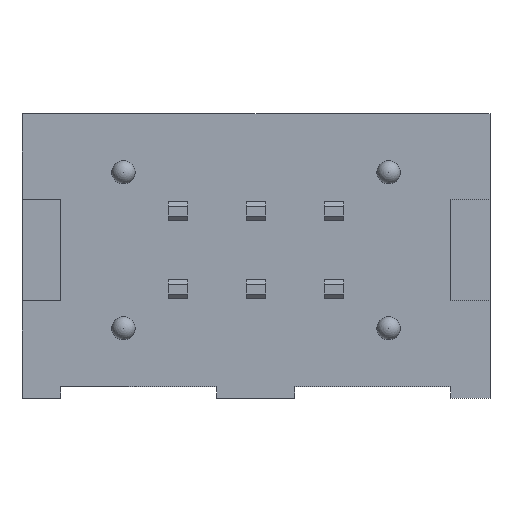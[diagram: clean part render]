
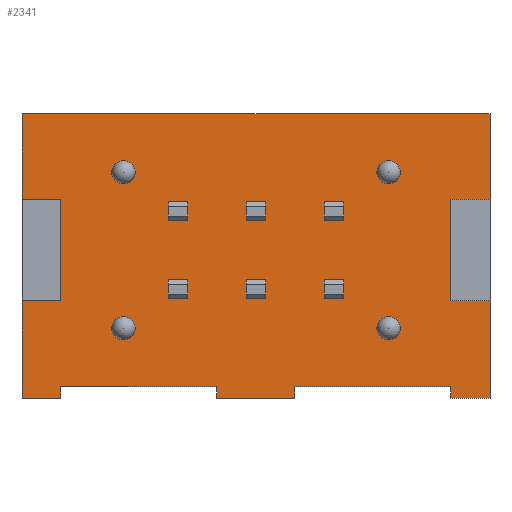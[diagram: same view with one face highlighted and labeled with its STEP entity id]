
A CAD part, front view. The second image highlights one B-rep face of the part: STEP entity #2341.
In plain terms, the highlighted planar face has unit normal (0, -1, 0).
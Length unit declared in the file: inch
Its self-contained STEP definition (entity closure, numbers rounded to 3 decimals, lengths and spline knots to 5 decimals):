
#42=CIRCLE('',#2501,0.015);
#43=CIRCLE('',#2502,0.015);
#44=CIRCLE('',#2503,0.015);
#45=CIRCLE('',#2504,0.015);
#76=ORIENTED_EDGE('',*,*,#756,.F.);
#77=ORIENTED_EDGE('',*,*,#757,.F.);
#78=ORIENTED_EDGE('',*,*,#758,.F.);
#79=ORIENTED_EDGE('',*,*,#759,.F.);
#80=ORIENTED_EDGE('',*,*,#760,.F.);
#81=ORIENTED_EDGE('',*,*,#761,.F.);
#82=ORIENTED_EDGE('',*,*,#762,.F.);
#83=ORIENTED_EDGE('',*,*,#763,.F.);
#84=ORIENTED_EDGE('',*,*,#764,.F.);
#85=ORIENTED_EDGE('',*,*,#765,.F.);
#86=ORIENTED_EDGE('',*,*,#766,.F.);
#87=ORIENTED_EDGE('',*,*,#767,.F.);
#88=ORIENTED_EDGE('',*,*,#768,.F.);
#89=ORIENTED_EDGE('',*,*,#769,.F.);
#90=ORIENTED_EDGE('',*,*,#770,.F.);
#91=ORIENTED_EDGE('',*,*,#771,.F.);
#92=ORIENTED_EDGE('',*,*,#772,.F.);
#93=ORIENTED_EDGE('',*,*,#773,.T.);
#94=ORIENTED_EDGE('',*,*,#774,.T.);
#95=ORIENTED_EDGE('',*,*,#775,.F.);
#96=ORIENTED_EDGE('',*,*,#776,.F.);
#97=ORIENTED_EDGE('',*,*,#777,.F.);
#98=ORIENTED_EDGE('',*,*,#778,.T.);
#99=ORIENTED_EDGE('',*,*,#779,.F.);
#756=EDGE_CURVE('',#1095,#1095,#42,.T.);
#757=EDGE_CURVE('',#1096,#1096,#43,.T.);
#758=EDGE_CURVE('',#1097,#1097,#44,.T.);
#759=EDGE_CURVE('',#1098,#1098,#45,.T.);
#760=EDGE_CURVE('',#1099,#1100,#1322,.T.);
#761=EDGE_CURVE('',#1101,#1099,#1323,.T.);
#762=EDGE_CURVE('',#1102,#1101,#1324,.T.);
#763=EDGE_CURVE('',#1103,#1102,#1325,.T.);
#764=EDGE_CURVE('',#1104,#1103,#1326,.T.);
#765=EDGE_CURVE('',#1105,#1104,#1327,.T.);
#766=EDGE_CURVE('',#1106,#1105,#1328,.T.);
#767=EDGE_CURVE('',#1107,#1106,#1329,.T.);
#768=EDGE_CURVE('',#1108,#1107,#1330,.T.);
#769=EDGE_CURVE('',#1109,#1108,#1331,.T.);
#770=EDGE_CURVE('',#1110,#1109,#1332,.T.);
#771=EDGE_CURVE('',#1111,#1110,#1333,.T.);
#772=EDGE_CURVE('',#1112,#1111,#1334,.T.);
#773=EDGE_CURVE('',#1112,#1113,#1335,.T.);
#774=EDGE_CURVE('',#1113,#1114,#1336,.T.);
#775=EDGE_CURVE('',#1115,#1114,#1337,.T.);
#776=EDGE_CURVE('',#1116,#1115,#1338,.T.);
#777=EDGE_CURVE('',#1117,#1116,#1339,.T.);
#778=EDGE_CURVE('',#1117,#1118,#1340,.T.);
#779=EDGE_CURVE('',#1100,#1118,#1341,.T.);
#1095=VERTEX_POINT('',#3283);
#1096=VERTEX_POINT('',#3285);
#1097=VERTEX_POINT('',#3287);
#1098=VERTEX_POINT('',#3289);
#1099=VERTEX_POINT('',#3291);
#1100=VERTEX_POINT('',#3292);
#1101=VERTEX_POINT('',#3294);
#1102=VERTEX_POINT('',#3296);
#1103=VERTEX_POINT('',#3298);
#1104=VERTEX_POINT('',#3300);
#1105=VERTEX_POINT('',#3302);
#1106=VERTEX_POINT('',#3304);
#1107=VERTEX_POINT('',#3306);
#1108=VERTEX_POINT('',#3308);
#1109=VERTEX_POINT('',#3310);
#1110=VERTEX_POINT('',#3312);
#1111=VERTEX_POINT('',#3314);
#1112=VERTEX_POINT('',#3316);
#1113=VERTEX_POINT('',#3318);
#1114=VERTEX_POINT('',#3320);
#1115=VERTEX_POINT('',#3322);
#1116=VERTEX_POINT('',#3324);
#1117=VERTEX_POINT('',#3326);
#1118=VERTEX_POINT('',#3328);
#1322=LINE('',#3290,#1659);
#1323=LINE('',#3293,#1660);
#1324=LINE('',#3295,#1661);
#1325=LINE('',#3297,#1662);
#1326=LINE('',#3299,#1663);
#1327=LINE('',#3301,#1664);
#1328=LINE('',#3303,#1665);
#1329=LINE('',#3305,#1666);
#1330=LINE('',#3307,#1667);
#1331=LINE('',#3309,#1668);
#1332=LINE('',#3311,#1669);
#1333=LINE('',#3313,#1670);
#1334=LINE('',#3315,#1671);
#1335=LINE('',#3317,#1672);
#1336=LINE('',#3319,#1673);
#1337=LINE('',#3321,#1674);
#1338=LINE('',#3323,#1675);
#1339=LINE('',#3325,#1676);
#1340=LINE('',#3327,#1677);
#1341=LINE('',#3329,#1678);
#1659=VECTOR('',#2672,39.37008);
#1660=VECTOR('',#2673,39.37008);
#1661=VECTOR('',#2674,39.37008);
#1662=VECTOR('',#2675,39.37008);
#1663=VECTOR('',#2676,39.37008);
#1664=VECTOR('',#2677,39.37008);
#1665=VECTOR('',#2678,39.37008);
#1666=VECTOR('',#2679,39.37008);
#1667=VECTOR('',#2680,39.37008);
#1668=VECTOR('',#2681,39.37008);
#1669=VECTOR('',#2682,39.37008);
#1670=VECTOR('',#2683,39.37008);
#1671=VECTOR('',#2684,39.37008);
#1672=VECTOR('',#2685,39.37008);
#1673=VECTOR('',#2686,39.37008);
#1674=VECTOR('',#2687,39.37008);
#1675=VECTOR('',#2688,39.37008);
#1676=VECTOR('',#2689,39.37008);
#1677=VECTOR('',#2690,39.37008);
#1678=VECTOR('',#2691,39.37008);
#1971=EDGE_LOOP('',(#76));
#1972=EDGE_LOOP('',(#77));
#1973=EDGE_LOOP('',(#78));
#1974=EDGE_LOOP('',(#79));
#1975=EDGE_LOOP('',(#80,#81,#82,#83,#84,#85,#86,#87,#88,#89,#90,#91,#92,
#93,#94,#95,#96,#97,#98,#99));
#2097=FACE_BOUND('',#1971,.T.);
#2098=FACE_BOUND('',#1972,.T.);
#2099=FACE_BOUND('',#1973,.T.);
#2100=FACE_BOUND('',#1974,.T.);
#2101=FACE_BOUND('',#1975,.T.);
#2223=PLANE('',#2500);
#2341=ADVANCED_FACE('',(#2097,#2098,#2099,#2100,#2101),#2223,.F.);
#2500=AXIS2_PLACEMENT_3D('',#3281,#2662,#2663);
#2501=AXIS2_PLACEMENT_3D('',#3282,#2664,#2665);
#2502=AXIS2_PLACEMENT_3D('',#3284,#2666,#2667);
#2503=AXIS2_PLACEMENT_3D('',#3286,#2668,#2669);
#2504=AXIS2_PLACEMENT_3D('',#3288,#2670,#2671);
#2662=DIRECTION('',(0.,1.,0.));
#2663=DIRECTION('',(0.,0.,1.));
#2664=DIRECTION('',(0.,-1.,0.));
#2665=DIRECTION('',(0.,0.,-1.));
#2666=DIRECTION('',(0.,-1.,0.));
#2667=DIRECTION('',(0.,0.,-1.));
#2668=DIRECTION('',(0.,-1.,0.));
#2669=DIRECTION('',(0.,0.,-1.));
#2670=DIRECTION('',(0.,-1.,0.));
#2671=DIRECTION('',(0.,0.,-1.));
#2672=DIRECTION('',(0.,0.,-1.));
#2673=DIRECTION('',(-1.,0.,0.));
#2674=DIRECTION('',(0.,0.,1.));
#2675=DIRECTION('',(-1.,0.,0.));
#2676=DIRECTION('',(0.,0.,-1.));
#2677=DIRECTION('',(-1.,0.,0.));
#2678=DIRECTION('',(0.,0.,1.));
#2679=DIRECTION('',(-1.,0.,0.));
#2680=DIRECTION('',(0.,0.,-1.));
#2681=DIRECTION('',(1.,0.,0.));
#2682=DIRECTION('',(0.,0.,-1.));
#2683=DIRECTION('',(-1.,0.,0.));
#2684=DIRECTION('',(0.,0.,-1.));
#2685=DIRECTION('',(-1.,0.,0.));
#2686=DIRECTION('',(0.,0.,-1.));
#2687=DIRECTION('',(-1.,0.,0.));
#2688=DIRECTION('',(0.,0.,1.));
#2689=DIRECTION('',(1.,0.,0.));
#2690=DIRECTION('',(0.,0.,-1.));
#2691=DIRECTION('',(-1.,0.,0.));
#3281=CARTESIAN_POINT('',(0.3,0.,0.175));
#3282=CARTESIAN_POINT('',(0.17,0.,-0.1));
#3283=CARTESIAN_POINT('',(0.17,0.,-0.115));
#3284=CARTESIAN_POINT('',(0.17,0.,0.1));
#3285=CARTESIAN_POINT('',(0.17,0.,0.085));
#3286=CARTESIAN_POINT('',(-0.17,0.,-0.1));
#3287=CARTESIAN_POINT('',(-0.17,0.,-0.115));
#3288=CARTESIAN_POINT('',(-0.17,0.,0.1));
#3289=CARTESIAN_POINT('',(-0.17,0.,0.085));
#3290=CARTESIAN_POINT('',(-0.25,0.,-0.175));
#3291=CARTESIAN_POINT('',(-0.25,0.,-0.175));
#3292=CARTESIAN_POINT('',(-0.25,0.,-0.19));
#3293=CARTESIAN_POINT('',(-0.05,0.,-0.175));
#3294=CARTESIAN_POINT('',(-0.05,0.,-0.175));
#3295=CARTESIAN_POINT('',(-0.05,0.,-0.19));
#3296=CARTESIAN_POINT('',(-0.05,0.,-0.19));
#3297=CARTESIAN_POINT('',(0.3,0.,-0.19));
#3298=CARTESIAN_POINT('',(0.05,0.,-0.19));
#3299=CARTESIAN_POINT('',(0.05,0.,-0.175));
#3300=CARTESIAN_POINT('',(0.05,0.,-0.175));
#3301=CARTESIAN_POINT('',(0.25,0.,-0.175));
#3302=CARTESIAN_POINT('',(0.25,0.,-0.175));
#3303=CARTESIAN_POINT('',(0.25,0.,-0.19));
#3304=CARTESIAN_POINT('',(0.25,0.,-0.19));
#3305=CARTESIAN_POINT('',(0.3,0.,-0.19));
#3306=CARTESIAN_POINT('',(0.3,0.,-0.19));
#3307=CARTESIAN_POINT('',(0.3,0.,0.175));
#3308=CARTESIAN_POINT('',(0.3,0.,-0.065));
#3309=CARTESIAN_POINT('',(0.25,0.,-0.065));
#3310=CARTESIAN_POINT('',(0.25,0.,-0.065));
#3311=CARTESIAN_POINT('',(0.25,0.,0.065));
#3312=CARTESIAN_POINT('',(0.25,0.,0.065));
#3313=CARTESIAN_POINT('',(0.3,0.,0.065));
#3314=CARTESIAN_POINT('',(0.3,0.,0.065));
#3315=CARTESIAN_POINT('',(0.3,0.,0.175));
#3316=CARTESIAN_POINT('',(0.3,0.,0.175));
#3317=CARTESIAN_POINT('',(0.3,0.,0.175));
#3318=CARTESIAN_POINT('',(-0.3,0.,0.175));
#3319=CARTESIAN_POINT('',(-0.3,0.,0.175));
#3320=CARTESIAN_POINT('',(-0.3,0.,0.065));
#3321=CARTESIAN_POINT('',(-0.25,0.,0.065));
#3322=CARTESIAN_POINT('',(-0.25,0.,0.065));
#3323=CARTESIAN_POINT('',(-0.25,0.,-0.065));
#3324=CARTESIAN_POINT('',(-0.25,0.,-0.065));
#3325=CARTESIAN_POINT('',(-0.3,0.,-0.065));
#3326=CARTESIAN_POINT('',(-0.3,0.,-0.065));
#3327=CARTESIAN_POINT('',(-0.3,0.,0.175));
#3328=CARTESIAN_POINT('',(-0.3,0.,-0.19));
#3329=CARTESIAN_POINT('',(0.3,0.,-0.19));
